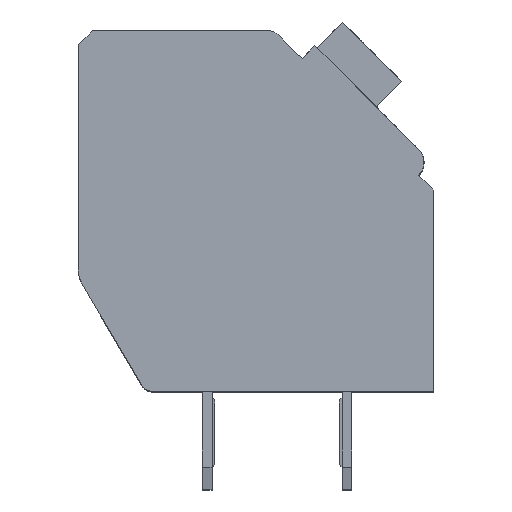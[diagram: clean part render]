
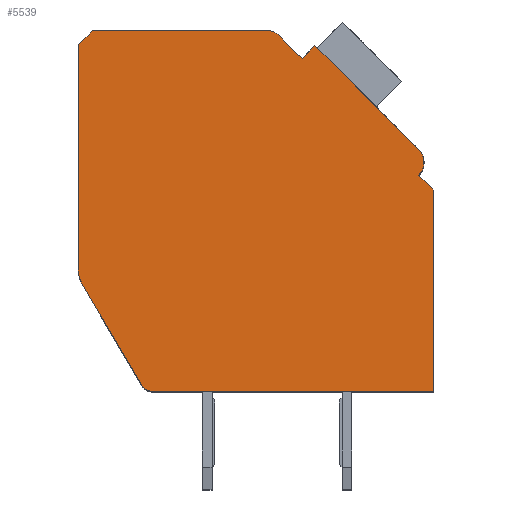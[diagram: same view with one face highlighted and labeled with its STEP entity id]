
A CAD part, top view. The second image highlights one B-rep face of the part: STEP entity #5539.
In plain terms, the highlighted planar face has unit normal (0, 0, 1).
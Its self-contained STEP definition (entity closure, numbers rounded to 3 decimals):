
#177=DIRECTION('',(0.,-1.,0.));
#178=VECTOR('',#177,8.053);
#179=CARTESIAN_POINT('',(-12.7,12.4,2.1));
#180=LINE('',#179,#178);
#181=DIRECTION('',(-0.707,-0.707,0.));
#182=VECTOR('',#181,0.707);
#183=CARTESIAN_POINT('',(-12.2,12.9,2.1));
#184=LINE('',#183,#182);
#185=DIRECTION('',(-1.,0.,0.));
#186=VECTOR('',#185,6.298);
#187=CARTESIAN_POINT('',(-5.902,12.9,2.1));
#188=LINE('',#187,#186);
#189=CARTESIAN_POINT('',(-5.902,12.4,2.1));
#190=DIRECTION('',(0.,0.,1.));
#191=DIRECTION('',(0.707,0.707,0.));
#192=AXIS2_PLACEMENT_3D('',#189,#190,#191);
#194=DIRECTION('',(-0.707,0.707,0.));
#195=VECTOR('',#194,1.197);
#196=CARTESIAN_POINT('',(-4.702,11.907,2.1));
#197=LINE('',#196,#195);
#198=DIRECTION('',(-0.707,-0.707,0.));
#199=VECTOR('',#198,0.65);
#200=CARTESIAN_POINT('',(-4.243,12.367,2.1));
#201=LINE('',#200,#199);
#202=DIRECTION('',(-0.707,0.707,0.));
#203=VECTOR('',#202,5.25);
#204=CARTESIAN_POINT('',(-0.53,8.655,2.1));
#205=LINE('',#204,#203);
#206=CARTESIAN_POINT('',(-0.99,8.195,2.1));
#207=DIRECTION('',(0.,0.,1.));
#208=DIRECTION('',(0.707,-0.707,0.));
#209=AXIS2_PLACEMENT_3D('',#206,#207,#208);
#211=DIRECTION('',(-0.707,0.707,0.));
#212=VECTOR('',#211,0.75);
#213=CARTESIAN_POINT('',(0.,7.205,2.1));
#214=LINE('',#213,#212);
#215=DIRECTION('',(0.,1.,0.));
#216=VECTOR('',#215,7.205);
#217=CARTESIAN_POINT('',(0.,0.,2.1));
#218=LINE('',#217,#216);
#219=DIRECTION('',(1.,0.,0.));
#220=VECTOR('',#219,10.014);
#221=CARTESIAN_POINT('',(-10.014,0.,2.1));
#222=LINE('',#221,#220);
#223=CARTESIAN_POINT('',(-10.014,0.5,2.1));
#224=DIRECTION('',(0.,0.,1.));
#225=DIRECTION('',(-0.862,-0.508,0.));
#226=AXIS2_PLACEMENT_3D('',#223,#224,#225);
#228=DIRECTION('',(0.508,-0.862,0.));
#229=VECTOR('',#228,4.17);
#230=CARTESIAN_POINT('',(-12.562,3.839,2.1));
#231=LINE('',#230,#229);
#232=CARTESIAN_POINT('',(-11.7,4.347,2.1));
#233=DIRECTION('',(0.,0.,1.));
#234=DIRECTION('',(-1.,0.,0.));
#235=AXIS2_PLACEMENT_3D('',#232,#233,#234);
#4113=CARTESIAN_POINT('',(-12.7,12.4,2.1));
#4114=CARTESIAN_POINT('',(-12.7,4.347,2.1));
#4115=VERTEX_POINT('',#4113);
#4116=VERTEX_POINT('',#4114);
#4117=CARTESIAN_POINT('',(-12.562,3.839,2.1));
#4118=VERTEX_POINT('',#4117);
#4119=CARTESIAN_POINT('',(-10.445,0.246,2.1));
#4120=VERTEX_POINT('',#4119);
#4121=CARTESIAN_POINT('',(-10.014,0.,2.1));
#4122=VERTEX_POINT('',#4121);
#4123=CARTESIAN_POINT('',(0.,0.,2.1));
#4124=VERTEX_POINT('',#4123);
#4125=CARTESIAN_POINT('',(0.,7.205,2.1));
#4126=VERTEX_POINT('',#4125);
#4127=CARTESIAN_POINT('',(-0.53,7.735,2.1));
#4128=VERTEX_POINT('',#4127);
#4129=CARTESIAN_POINT('',(-0.53,8.655,2.1));
#4130=VERTEX_POINT('',#4129);
#4131=CARTESIAN_POINT('',(-4.243,12.367,2.1));
#4132=VERTEX_POINT('',#4131);
#4133=CARTESIAN_POINT('',(-4.702,11.907,2.1));
#4134=VERTEX_POINT('',#4133);
#4135=CARTESIAN_POINT('',(-5.548,12.754,2.1));
#4136=VERTEX_POINT('',#4135);
#4137=CARTESIAN_POINT('',(-5.902,12.9,2.1));
#4138=VERTEX_POINT('',#4137);
#4139=CARTESIAN_POINT('',(-12.2,12.9,2.1));
#4140=VERTEX_POINT('',#4139);
#5506=CARTESIAN_POINT('',(0.,0.,2.1));
#5507=DIRECTION('',(0.,0.,1.));
#5508=DIRECTION('',(1.,0.,0.));
#5509=AXIS2_PLACEMENT_3D('',#5506,#5507,#5508);
#5510=PLANE('',#5509);
#5511=ORIENTED_EDGE('',*,*,#5374,.F.);
#5513=ORIENTED_EDGE('',*,*,#5512,.F.);
#5515=ORIENTED_EDGE('',*,*,#5514,.F.);
#5517=ORIENTED_EDGE('',*,*,#5516,.F.);
#5519=ORIENTED_EDGE('',*,*,#5518,.F.);
#5521=ORIENTED_EDGE('',*,*,#5520,.F.);
#5523=ORIENTED_EDGE('',*,*,#5522,.F.);
#5525=ORIENTED_EDGE('',*,*,#5524,.F.);
#5527=ORIENTED_EDGE('',*,*,#5526,.F.);
#5529=ORIENTED_EDGE('',*,*,#5528,.F.);
#5531=ORIENTED_EDGE('',*,*,#5530,.F.);
#5533=ORIENTED_EDGE('',*,*,#5532,.F.);
#5535=ORIENTED_EDGE('',*,*,#5534,.F.);
#5536=ORIENTED_EDGE('',*,*,#5439,.F.);
#5537=EDGE_LOOP('',(#5511,#5513,#5515,#5517,#5519,#5521,#5523,#5525,#5527,#5529,
#5531,#5533,#5535,#5536));
#5538=FACE_OUTER_BOUND('',#5537,.F.);
#193=CIRCLE('',#192,0.5);
#210=CIRCLE('',#209,0.65);
#227=CIRCLE('',#226,0.5);
#236=CIRCLE('',#235,1.);
#5374=EDGE_CURVE('',#4115,#4116,#180,.T.);
#5439=EDGE_CURVE('',#4116,#4118,#236,.T.);
#5512=EDGE_CURVE('',#4140,#4115,#184,.T.);
#5514=EDGE_CURVE('',#4138,#4140,#188,.T.);
#5516=EDGE_CURVE('',#4136,#4138,#193,.T.);
#5518=EDGE_CURVE('',#4134,#4136,#197,.T.);
#5520=EDGE_CURVE('',#4132,#4134,#201,.T.);
#5522=EDGE_CURVE('',#4130,#4132,#205,.T.);
#5524=EDGE_CURVE('',#4128,#4130,#210,.T.);
#5526=EDGE_CURVE('',#4126,#4128,#214,.T.);
#5528=EDGE_CURVE('',#4124,#4126,#218,.T.);
#5530=EDGE_CURVE('',#4122,#4124,#222,.T.);
#5532=EDGE_CURVE('',#4120,#4122,#227,.T.);
#5534=EDGE_CURVE('',#4118,#4120,#231,.T.);
#5539=ADVANCED_FACE('',(#5538),#5510,.T.);
